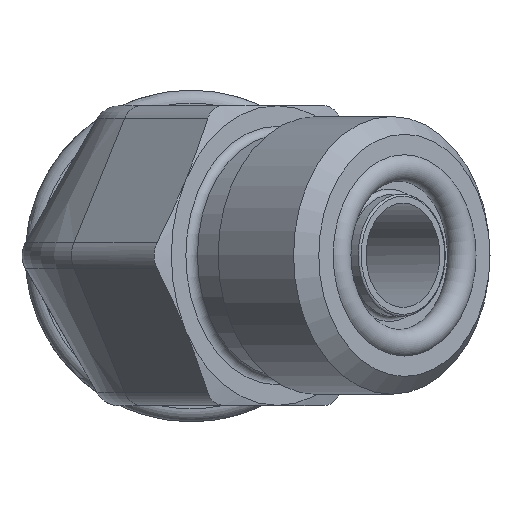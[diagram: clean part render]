
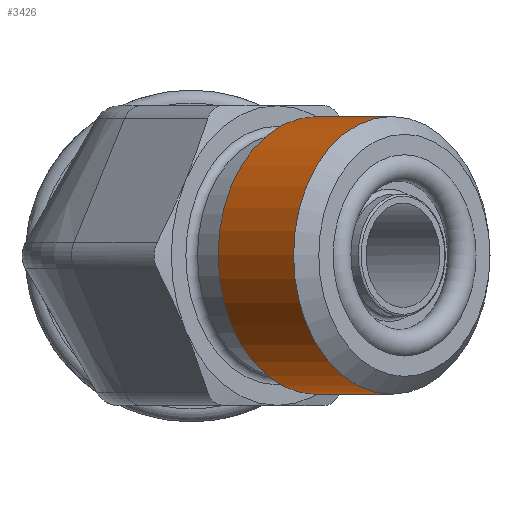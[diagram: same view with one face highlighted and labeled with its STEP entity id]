
A CAD part, top view. The second image highlights one B-rep face of the part: STEP entity #3426.
In plain terms, the highlighted cylindrical face has radius 8.654 mm (diameter 17.308 mm), a full revolution.
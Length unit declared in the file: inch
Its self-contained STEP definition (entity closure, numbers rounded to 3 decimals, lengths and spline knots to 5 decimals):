
#3399=CARTESIAN_POINT('',(0.41526,0.,0.41526));
#3400=DIRECTION('',(0.707,0.0,0.707));
#3401=DIRECTION('',(0.0,1.0,0.0));
#3402=AXIS2_PLACEMENT_3D('',#3399,#3400,#3401);
#3403=CYLINDRICAL_SURFACE('',#3402,0.3407);
#3404=CARTESIAN_POINT('',(0.49236,0.3407,0.49236));
#3405=VERTEX_POINT('',#3404);
#3406=CARTESIAN_POINT('',(0.49236,0.,0.49236));
#3407=DIRECTION('',(-0.707,0.0,-0.707));
#3408=DIRECTION('',(0.0,1.0,0.0));
#3409=AXIS2_PLACEMENT_3D('',#3406,#3407,#3408);
#3410=CIRCLE('',#3409,0.3407);
#3411=EDGE_CURVE('',#3405,#3405,#3410,.T.);
#3412=ORIENTED_EDGE('',*,*,#3411,.T.);
#3413=EDGE_LOOP('',(#3412));
#3414=FACE_OUTER_BOUND('',#3413,.T.);
#3415=CARTESIAN_POINT('',(0.30726,0.3407,0.30726));
#3416=VERTEX_POINT('',#3415);
#3417=CARTESIAN_POINT('',(0.30726,0.,0.30726));
#3418=DIRECTION('',(0.707,0.0,0.707));
#3419=DIRECTION('',(0.0,1.0,0.0));
#3420=AXIS2_PLACEMENT_3D('',#3417,#3418,#3419);
#3421=CIRCLE('',#3420,0.3407);
#3422=EDGE_CURVE('',#3416,#3416,#3421,.T.);
#3423=ORIENTED_EDGE('',*,*,#3422,.T.);
#3424=EDGE_LOOP('',(#3423));
#3425=FACE_BOUND('',#3424,.T.);
#3426=ADVANCED_FACE('',(#3414,#3425),#3403,.T.);
